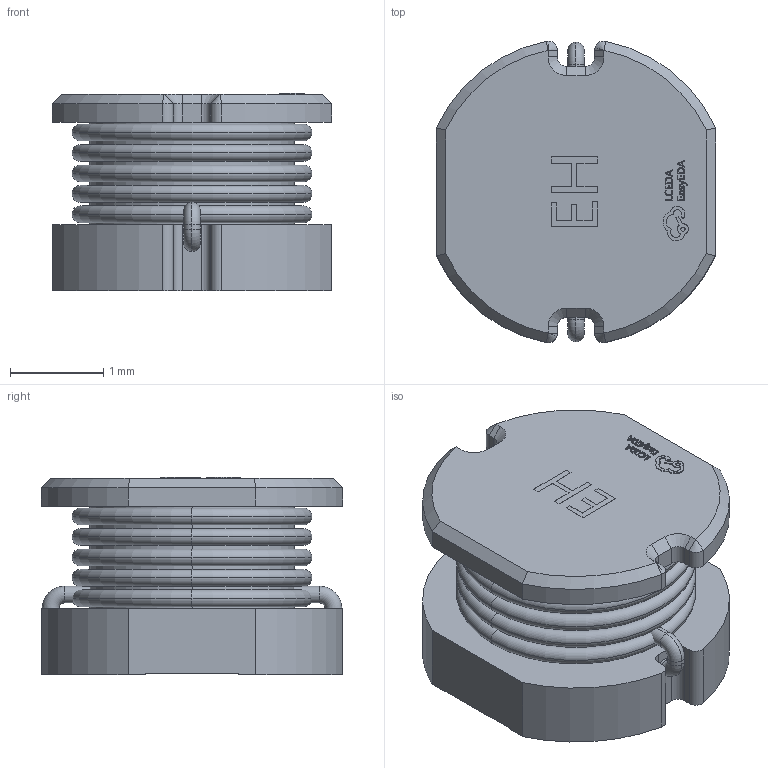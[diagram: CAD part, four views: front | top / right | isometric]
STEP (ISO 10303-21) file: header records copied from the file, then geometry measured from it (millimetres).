
FILE_DESCRIPTION (( 'STEP AP214' ), '1' );
FILE_NAME ('IND-SMD_L3.3-W3.0-H2.1.step', '2022-07-09T00:07:09', ( '' ), ( '' ), 'SwSTEP 2.0', 'SolidWorks 2020', '' );
FILE_SCHEMA (( 'AUTOMOTIVE_DESIGN' ));
Length unit declared in the file: millimetre
Products named in the file (1): IND-SMD_L3.3-W3.0-H2.1
Bounding box: 3 x 3.24 x 2.12 mm (x, y, z)
Volume: 13.2 mm3; surface area: 65.1 mm2
Topology: 8 solids, 8 shells, 423 faces, 1105 edges, 714 vertices
Faces by surface type: plane 233, bspline 112, cylinder 38, torus 28, cone 12
Entity records: 18813 total; most frequent: CARTESIAN_POINT 4355, ORIENTED_EDGE 2202, DIRECTION 1625, EDGE_CURVE 1101, LINE 737, VECTOR 737, VERTEX_POINT 714, EDGE_LOOP 453
